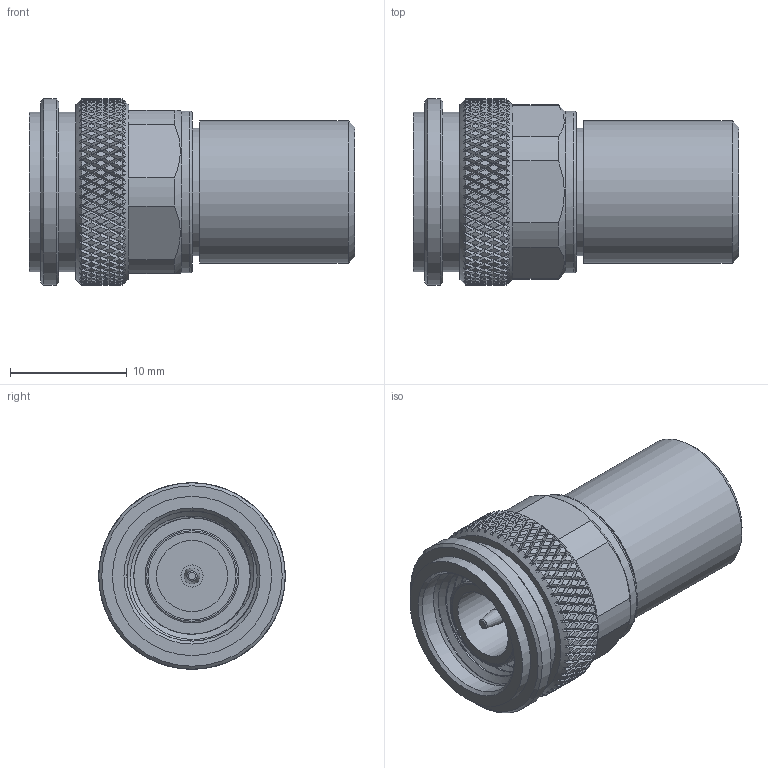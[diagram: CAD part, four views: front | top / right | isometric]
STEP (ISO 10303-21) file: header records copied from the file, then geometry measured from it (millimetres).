
FILE_DESCRIPTION (( 'STEP AP203' ), '1' );
FILE_NAME ('PE6172_3D.step', '2020-07-28T16:11:24', ( '' ), ( '' ), 'SwSTEP 2.0', 'SolidWorks 2018', '' );
FILE_SCHEMA (( 'CONFIG_CONTROL_DESIGN' ));
Length unit declared in the file: inch
Products named in the file (1): PE6172_3D
Bounding box: 27.9 x 16 x 16 mm (x, y, z)
Volume: 3445.4 mm3; surface area: 2477 mm2
Topology: 1 solids, 1 shells, 1806 faces, 3859 edges, 2066 vertices
Faces by surface type: bspline 1443, cylinder 324, plane 26, cone 10, torus 3
Full cylindrical faces by diameter (mm): 1.372 x1, 1.905 x1, 6.096 x1, 7.518 x1, 8.026 x1, 10.93 x1, 11.176 x7, 12.2 x1, 13.66 x2, 13.887 x1, 16 x1
Entity records: 61662 total; most frequent: CARTESIAN_POINT 38802, ORIENTED_EDGE 7614, EDGE_CURVE 3807, VERTEX_POINT 2045, EDGE_LOOP 1834, FACE_OUTER_BOUND 1814, ADVANCED_FACE 1799, B_SPLINE_CURVE_WITH_KNOTS 1699
